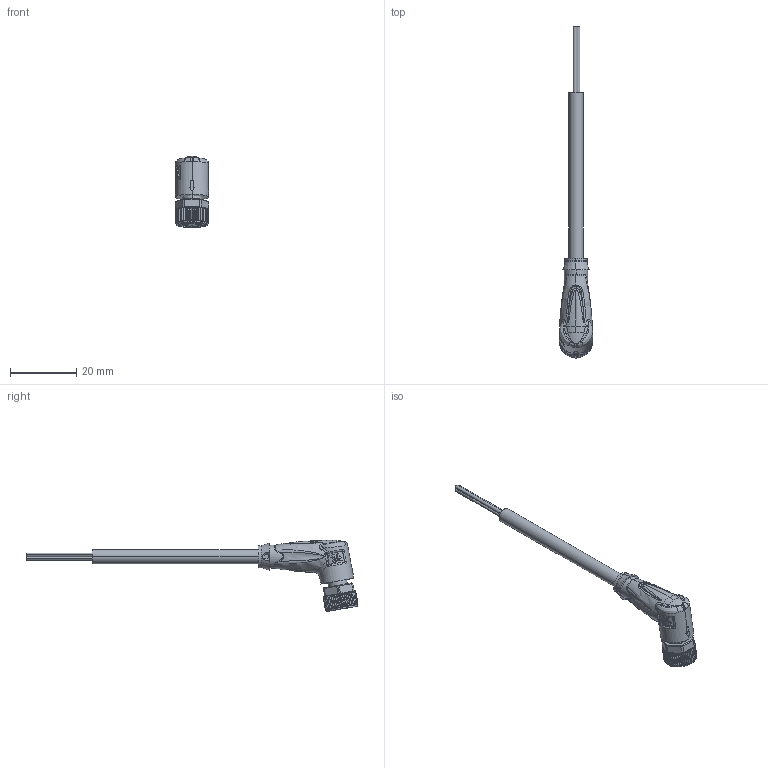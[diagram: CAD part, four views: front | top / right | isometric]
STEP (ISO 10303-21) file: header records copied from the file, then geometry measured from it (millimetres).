
FILE_DESCRIPTION(('STEP AP214'),'1');
FILE_NAME('cctmp_42FE0B8B-6F59-43E9-AEB3-A9A5F060ACFC_2021_09_13_16_19_49_0257..stp','2021-09-13T14:19:55',('KiM GmbH'),('CADClick - www.CADClick.com'),'Spatial InterOp 3D postprocessed',' ','unknown authorization');
FILE_SCHEMA(('AUTOMOTIVE_DESIGN'));
Length unit declared in the file: millimetre
Products named in the file (5): cc_unnamed; Connection2; Cable; Connection1_1; Connection1
Assembly tree (4 placements, depth 2):
  cc_unnamed
    Connection2
    Cable
    Connection1_1
    Connection1
Bounding box: 10 x 100.08 x 21.47 mm (x, y, z)
Volume: 3188.4 mm3; surface area: 2924.3 mm2
Topology: 8 solids, 10 shells, 881 faces, 2293 edges, 1424 vertices
Faces by surface type: plane 394, bspline 156, torus 141, cylinder 118, cone 72
Entity records: 111740 total; most frequent: CARTESIAN_POINT 84701, ORIENTED_EDGE 4534, DIRECTION 3636, EDGE_CURVE 2271, STYLED_ITEM 1966, PRESENTATION_STYLE_ASSIGNMENT 1966, VERTEX_POINT 1424, AXIS2_PLACEMENT_3D 1317
